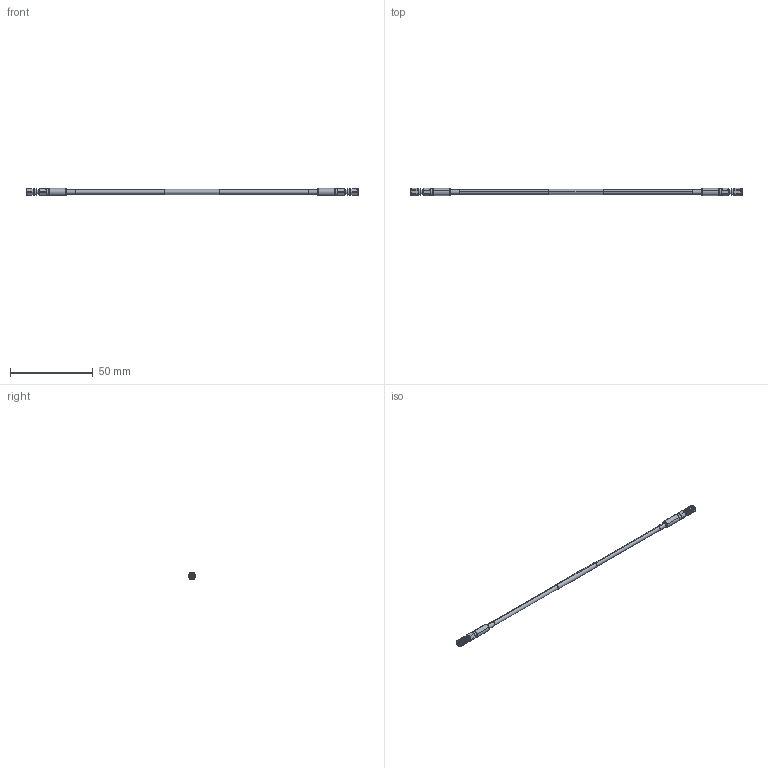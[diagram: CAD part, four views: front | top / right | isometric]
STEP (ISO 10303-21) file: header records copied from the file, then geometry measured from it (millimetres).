
FILE_DESCRIPTION (( 'STEP AP214' ), '1' );
FILE_NAME ('FMC00729_3D.step', '2023-03-06T20:18:27', ( '' ), ( '' ), 'SwSTEP 2.0', 'SolidWorks 2022', '' );
FILE_SCHEMA (( 'AUTOMOTIVE_DESIGN' ));
Length unit declared in the file: inch
Products named in the file (4): RG316 Ø.102 jacket^FMC00729; FMC00729_3D; PE45209 ¦ SC8860; heat shrink^FMC00729_shrunk
Assembly tree (5 placements, depth 2):
  FMC00729_3D
    RG316 Ø.102 jacket^FMC00729
    PE45209 ¦ SC8860  x2
    heat shrink^FMC00729_shrunk  x2
Bounding box: 200.4 x 4.55 x 4.26 mm (x, y, z)
Volume: 1319.6 mm3; surface area: 4029.9 mm2
Topology: 10 solids, 10 shells, 378 faces, 904 edges, 566 vertices
Faces by surface type: cylinder 170, plane 92, cone 76, torus 20, bspline 20
Entity records: 9491 total; most frequent: CARTESIAN_POINT 4719, DIRECTION 923, ORIENTED_EDGE 922, EDGE_CURVE 461, AXIS2_PLACEMENT_3D 387, VERTEX_POINT 289, EDGE_LOOP 214, CIRCLE 195
